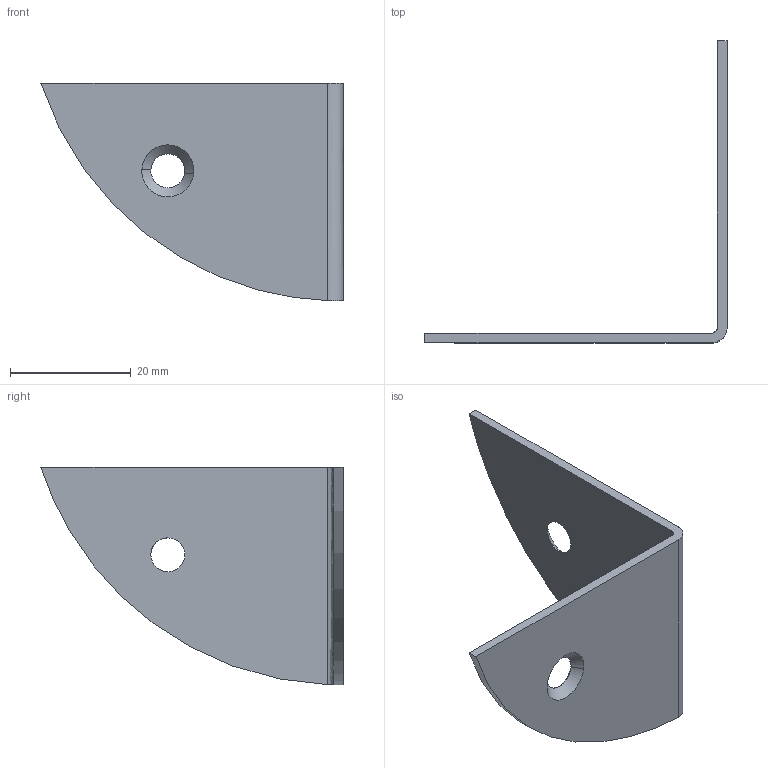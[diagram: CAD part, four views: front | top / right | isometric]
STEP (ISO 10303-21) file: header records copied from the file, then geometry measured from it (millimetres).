
FILE_DESCRIPTION((''),'2;1');
FILE_NAME('','2005-12-14T14:48:39',(''),(''),'','CADfix','');
FILE_SCHEMA(('AUTOMOTIVE_DESIGN'));
Length unit declared in the file: millimetre
Products named in the file (1): angle
Bounding box: 50 x 50 x 36 mm (x, y, z)
Volume: 3975.9 mm3; surface area: 5422.5 mm2
Topology: 1 solids, 1 shells, 18 faces, 58 edges, 42 vertices
Faces by surface type: bspline 18
Entity records: 719 total; most frequent: CARTESIAN_POINT 389, ORIENTED_EDGE 116, EDGE_CURVE 58, VERTEX_POINT 42, EDGE_LOOP 22, QUASI_UNIFORM_CURVE 20, FACE_OUTER_BOUND 18, ADVANCED_FACE 18
